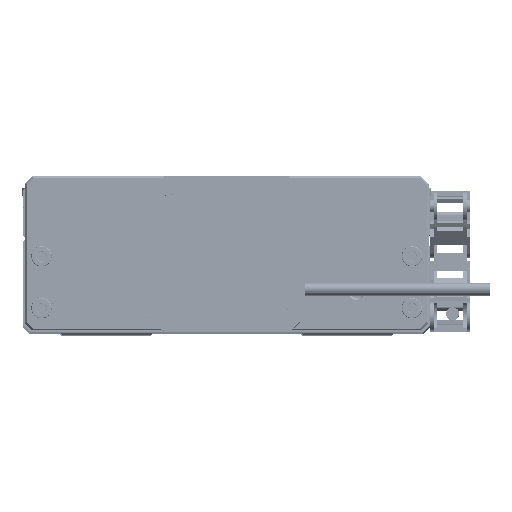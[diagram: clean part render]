
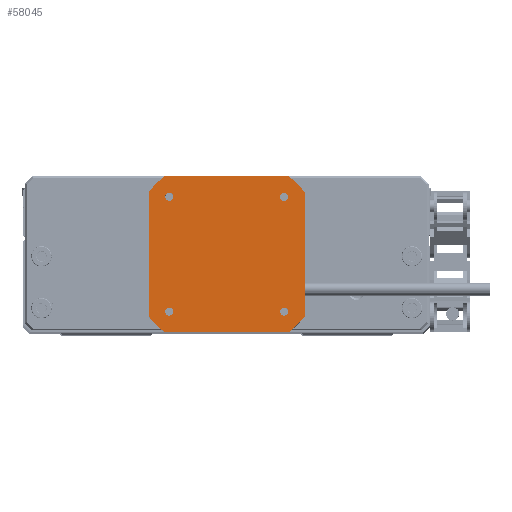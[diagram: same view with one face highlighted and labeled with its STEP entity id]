
A CAD part, top view. The second image highlights one B-rep face of the part: STEP entity #58045.
In plain terms, the highlighted face is planar.
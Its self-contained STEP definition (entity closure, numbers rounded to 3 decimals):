
#592 = DIRECTION ( 'NONE',  ( 1., 0., 0. ) ) ;
#1420 = CARTESIAN_POINT ( 'NONE',  ( -16.747, -21.082, 5.878 ) ) ;
#1445 = ORIENTED_EDGE ( 'NONE', *, *, #73724, .F. ) ;
#1588 = VERTEX_POINT ( 'NONE', #63265 ) ;
#3051 = DIRECTION ( 'NONE',  ( 0., 0., -1. ) ) ;
#5263 = EDGE_CURVE ( 'NONE', #52398, #12631, #17177, .T. ) ;
#6694 = FACE_BOUND ( 'NONE', #21008, .T. ) ;
#8758 = EDGE_CURVE ( 'NONE', #40583, #95230, #72476, .T. ) ;
#9085 = CIRCLE ( 'NONE', #103768, 1.092 ) ;
#11480 = ORIENTED_EDGE ( 'NONE', *, *, #19745, .T. ) ;
#11607 = DIRECTION ( 'NONE',  ( 1., 0., 0. ) ) ;
#12076 = EDGE_CURVE ( 'NONE', #95230, #40583, #80390, .T. ) ;
#12631 = VERTEX_POINT ( 'NONE', #68197 ) ;
#13929 = CARTESIAN_POINT ( 'NONE',  ( 16.747, 21.082, 5.878 ) ) ;
#15503 = DIRECTION ( 'NONE',  ( 0., 0., -1. ) ) ;
#15541 = CIRCLE ( 'NONE', #43730, 26.924 ) ;
#16578 = DIRECTION ( 'NONE',  ( 1., 0., 0. ) ) ;
#17177 = LINE ( 'NONE', #26616, #91073 ) ;
#18277 = CIRCLE ( 'NONE', #112840, 1.092 ) ;
#18482 = CARTESIAN_POINT ( 'NONE',  ( 0., 0., 5.878 ) ) ;
#18964 = CARTESIAN_POINT ( 'NONE',  ( 0., 0., 5.878 ) ) ;
#19745 = EDGE_CURVE ( 'NONE', #39816, #21837, #87759, .T. ) ;
#21008 = EDGE_LOOP ( 'NONE', ( #78780, #61925 ) ) ;
#21837 = VERTEX_POINT ( 'NONE', #85350 ) ;
#22252 = CARTESIAN_POINT ( 'NONE',  ( -15.494, -15.494, 5.878 ) ) ;
#22507 = ORIENTED_EDGE ( 'NONE', *, *, #58494, .T. ) ;
#22828 = EDGE_CURVE ( 'NONE', #87860, #12631, #90078, .T. ) ;
#23631 = CARTESIAN_POINT ( 'NONE',  ( 16.586, -15.494, 5.878 ) ) ;
#23799 = CARTESIAN_POINT ( 'NONE',  ( 15.494, -15.494, 5.878 ) ) ;
#25278 = EDGE_CURVE ( 'NONE', #104256, #65937, #80762, .T. ) ;
#25279 = ORIENTED_EDGE ( 'NONE', *, *, #120215, .F. ) ;
#25308 = EDGE_LOOP ( 'NONE', ( #72540, #1445 ) ) ;
#25996 = AXIS2_PLACEMENT_3D ( 'NONE', #83548, #94948, #55826 ) ;
#26616 = CARTESIAN_POINT ( 'NONE',  ( -21.082, -21.082, 5.878 ) ) ;
#26818 = FACE_BOUND ( 'NONE', #25308, .T. ) ;
#27126 = EDGE_CURVE ( 'NONE', #65233, #65234, #54909, .T. ) ;
#29038 = DIRECTION ( 'NONE',  ( 0., 0., -1. ) ) ;
#29357 = DIRECTION ( 'NONE',  ( 1., 0., 0. ) ) ;
#30078 = CARTESIAN_POINT ( 'NONE',  ( 15.494, 15.494, 5.878 ) ) ;
#31232 = DIRECTION ( 'NONE',  ( 0., -1., 0. ) ) ;
#32285 = CARTESIAN_POINT ( 'NONE',  ( -21.082, -21.082, 5.878 ) ) ;
#34396 = VECTOR ( 'NONE', #67829, 1000. ) ;
#36133 = AXIS2_PLACEMENT_3D ( 'NONE', #54745, #45301, #122190 ) ;
#36454 = CARTESIAN_POINT ( 'NONE',  ( 17.907, 21.082, 5.878 ) ) ;
#36878 = EDGE_CURVE ( 'NONE', #87860, #64139, #40103, .T. ) ;
#36920 = FACE_OUTER_BOUND ( 'NONE', #48656, .T. ) ;
#37358 = DIRECTION ( 'NONE',  ( 0., 0., -1. ) ) ;
#37829 = ORIENTED_EDGE ( 'NONE', *, *, #113933, .T. ) ;
#39490 = AXIS2_PLACEMENT_3D ( 'NONE', #18964, #29038, #106595 ) ;
#39816 = VERTEX_POINT ( 'NONE', #13929 ) ;
#40103 = LINE ( 'NONE', #95043, #34396 ) ;
#40412 = ORIENTED_EDGE ( 'NONE', *, *, #8758, .F. ) ;
#40583 = VERTEX_POINT ( 'NONE', #80243 ) ;
#41900 = ORIENTED_EDGE ( 'NONE', *, *, #104920, .T. ) ;
#43730 = AXIS2_PLACEMENT_3D ( 'NONE', #84120, #103724, #55771 ) ;
#44206 = CARTESIAN_POINT ( 'NONE',  ( -16.586, -15.494, 5.878 ) ) ;
#45157 = FACE_BOUND ( 'NONE', #55711, .T. ) ;
#45301 = DIRECTION ( 'NONE',  ( 0., 0., -1. ) ) ;
#45381 = CARTESIAN_POINT ( 'NONE',  ( 14.402, 15.494, 5.878 ) ) ;
#46653 = CARTESIAN_POINT ( 'NONE',  ( 15.494, 15.494, 5.878 ) ) ;
#47038 = CARTESIAN_POINT ( 'NONE',  ( 16.586, 15.494, 5.878 ) ) ;
#47201 = EDGE_CURVE ( 'NONE', #52398, #1588, #54363, .T. ) ;
#48393 = AXIS2_PLACEMENT_3D ( 'NONE', #18482, #37358, #16578 ) ;
#48656 = EDGE_LOOP ( 'NONE', ( #102827, #89770, #55306, #22507, #11480, #37829, #41900, #62748 ) ) ;
#50084 = DIRECTION ( 'NONE',  ( 1., 0., 0. ) ) ;
#50502 = CARTESIAN_POINT ( 'NONE',  ( -21.082, 16.747, 5.878 ) ) ;
#51249 = DIRECTION ( 'NONE',  ( 0., 0., 1. ) ) ;
#51323 = CARTESIAN_POINT ( 'NONE',  ( 0., 0., 5.878 ) ) ;
#51913 = DIRECTION ( 'NONE',  ( 0., 0., -1. ) ) ;
#52398 = VERTEX_POINT ( 'NONE', #50502 ) ;
#53748 = EDGE_LOOP ( 'NONE', ( #40412, #72296 ) ) ;
#53960 = DIRECTION ( 'NONE',  ( 1., 0., 0. ) ) ;
#54363 = CIRCLE ( 'NONE', #48393, 26.924 ) ;
#54745 = CARTESIAN_POINT ( 'NONE',  ( -15.494, 15.494, 5.878 ) ) ;
#54909 = CIRCLE ( 'NONE', #58982, 1.092 ) ;
#54951 = AXIS2_PLACEMENT_3D ( 'NONE', #32285, #51249, #29357 ) ;
#55184 = EDGE_CURVE ( 'NONE', #56689, #87378, #18277, .T. ) ;
#55306 = ORIENTED_EDGE ( 'NONE', *, *, #47201, .T. ) ;
#55663 = CARTESIAN_POINT ( 'NONE',  ( 16.747, -21.082, 5.878 ) ) ;
#55711 = EDGE_LOOP ( 'NONE', ( #95715, #25279 ) ) ;
#55771 = DIRECTION ( 'NONE',  ( 1., 0., 0. ) ) ;
#55826 = DIRECTION ( 'NONE',  ( 1., 0., 0. ) ) ;
#56689 = VERTEX_POINT ( 'NONE', #75341 ) ;
#58045 = ADVANCED_FACE ( 'NONE', ( #6694, #113235, #36920, #45157, #26818 ), #83563, .F. ) ;
#58494 = EDGE_CURVE ( 'NONE', #1588, #39816, #64802, .T. ) ;
#58982 = AXIS2_PLACEMENT_3D ( 'NONE', #102530, #15503, #53960 ) ;
#61878 = CARTESIAN_POINT ( 'NONE',  ( -14.402, -15.494, 5.878 ) ) ;
#61925 = ORIENTED_EDGE ( 'NONE', *, *, #84069, .F. ) ;
#62748 = ORIENTED_EDGE ( 'NONE', *, *, #36878, .F. ) ;
#63265 = CARTESIAN_POINT ( 'NONE',  ( -16.747, 21.082, 5.878 ) ) ;
#63993 = AXIS2_PLACEMENT_3D ( 'NONE', #30078, #66603, #105163 ) ;
#64139 = VERTEX_POINT ( 'NONE', #55663 ) ;
#64802 = LINE ( 'NONE', #36454, #101540 ) ;
#65233 = VERTEX_POINT ( 'NONE', #44206 ) ;
#65234 = VERTEX_POINT ( 'NONE', #61878 ) ;
#65820 = CARTESIAN_POINT ( 'NONE',  ( 21.082, -16.747, 5.878 ) ) ;
#65937 = VERTEX_POINT ( 'NONE', #47038 ) ;
#66603 = DIRECTION ( 'NONE',  ( 0., 0., -1. ) ) ;
#67829 = DIRECTION ( 'NONE',  ( 1., 0., 0. ) ) ;
#68197 = CARTESIAN_POINT ( 'NONE',  ( -21.082, -16.747, 5.878 ) ) ;
#69627 = LINE ( 'NONE', #98081, #122178 ) ;
#69836 = AXIS2_PLACEMENT_3D ( 'NONE', #51323, #98611, #11607 ) ;
#71961 = DIRECTION ( 'NONE',  ( 0., 0., -1. ) ) ;
#72296 = ORIENTED_EDGE ( 'NONE', *, *, #12076, .F. ) ;
#72476 = CIRCLE ( 'NONE', #120816, 1.092 ) ;
#72540 = ORIENTED_EDGE ( 'NONE', *, *, #55184, .F. ) ;
#73724 = EDGE_CURVE ( 'NONE', #87378, #56689, #94529, .T. ) ;
#75341 = CARTESIAN_POINT ( 'NONE',  ( -16.586, 15.494, 5.878 ) ) ;
#78780 = ORIENTED_EDGE ( 'NONE', *, *, #25278, .F. ) ;
#80243 = CARTESIAN_POINT ( 'NONE',  ( 14.402, -15.494, 5.878 ) ) ;
#80390 = CIRCLE ( 'NONE', #25996, 1.092 ) ;
#80762 = CIRCLE ( 'NONE', #86816, 1.092 ) ;
#83488 = CARTESIAN_POINT ( 'NONE',  ( -14.402, 15.494, 5.878 ) ) ;
#83548 = CARTESIAN_POINT ( 'NONE',  ( 15.494, -15.494, 5.878 ) ) ;
#83563 = PLANE ( 'NONE',  #54951 ) ;
#84069 = EDGE_CURVE ( 'NONE', #65937, #104256, #86208, .T. ) ;
#84120 = CARTESIAN_POINT ( 'NONE',  ( 0., 0., 5.878 ) ) ;
#85350 = CARTESIAN_POINT ( 'NONE',  ( 21.082, 16.747, 5.878 ) ) ;
#86208 = CIRCLE ( 'NONE', #63993, 1.092 ) ;
#86816 = AXIS2_PLACEMENT_3D ( 'NONE', #46653, #96469, #95827 ) ;
#87378 = VERTEX_POINT ( 'NONE', #83488 ) ;
#87759 = CIRCLE ( 'NONE', #39490, 26.924 ) ;
#87860 = VERTEX_POINT ( 'NONE', #1420 ) ;
#88296 = VERTEX_POINT ( 'NONE', #65820 ) ;
#89770 = ORIENTED_EDGE ( 'NONE', *, *, #5263, .F. ) ;
#90078 = CIRCLE ( 'NONE', #69836, 26.924 ) ;
#91073 = VECTOR ( 'NONE', #122445, 1000. ) ;
#94529 = CIRCLE ( 'NONE', #36133, 1.092 ) ;
#94948 = DIRECTION ( 'NONE',  ( 0., 0., -1. ) ) ;
#95043 = CARTESIAN_POINT ( 'NONE',  ( -21.082, -21.082, 5.878 ) ) ;
#95230 = VERTEX_POINT ( 'NONE', #23631 ) ;
#95715 = ORIENTED_EDGE ( 'NONE', *, *, #27126, .F. ) ;
#95827 = DIRECTION ( 'NONE',  ( 1., 0., 0. ) ) ;
#96469 = DIRECTION ( 'NONE',  ( 0., 0., -1. ) ) ;
#98081 = CARTESIAN_POINT ( 'NONE',  ( 21.082, -21.082, 5.878 ) ) ;
#98611 = DIRECTION ( 'NONE',  ( 0., 0., -1. ) ) ;
#101540 = VECTOR ( 'NONE', #592, 1000. ) ;
#102530 = CARTESIAN_POINT ( 'NONE',  ( -15.494, -15.494, 5.878 ) ) ;
#102827 = ORIENTED_EDGE ( 'NONE', *, *, #22828, .T. ) ;
#103724 = DIRECTION ( 'NONE',  ( 0., 0., -1. ) ) ;
#103768 = AXIS2_PLACEMENT_3D ( 'NONE', #22252, #51913, #50084 ) ;
#104256 = VERTEX_POINT ( 'NONE', #45381 ) ;
#104920 = EDGE_CURVE ( 'NONE', #88296, #64139, #15541, .T. ) ;
#105163 = DIRECTION ( 'NONE',  ( 1., 0., 0. ) ) ;
#106595 = DIRECTION ( 'NONE',  ( 1., 0., 0. ) ) ;
#108336 = DIRECTION ( 'NONE',  ( 1., 0., 0. ) ) ;
#110480 = CARTESIAN_POINT ( 'NONE',  ( -15.494, 15.494, 5.878 ) ) ;
#112306 = DIRECTION ( 'NONE',  ( 1., 0., 0. ) ) ;
#112840 = AXIS2_PLACEMENT_3D ( 'NONE', #110480, #71961, #112306 ) ;
#113235 = FACE_BOUND ( 'NONE', #53748, .T. ) ;
#113933 = EDGE_CURVE ( 'NONE', #21837, #88296, #69627, .T. ) ;
#120215 = EDGE_CURVE ( 'NONE', #65234, #65233, #9085, .T. ) ;
#120816 = AXIS2_PLACEMENT_3D ( 'NONE', #23799, #3051, #108336 ) ;
#122178 = VECTOR ( 'NONE', #31232, 1000. ) ;
#122190 = DIRECTION ( 'NONE',  ( 1., 0., 0. ) ) ;
#122445 = DIRECTION ( 'NONE',  ( 0., -1., 0. ) ) ;
